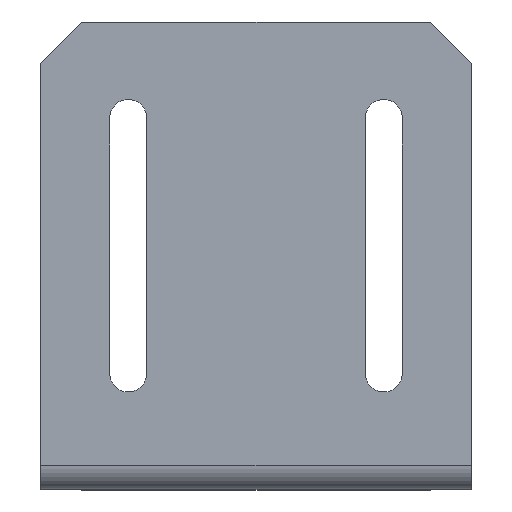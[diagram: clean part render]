
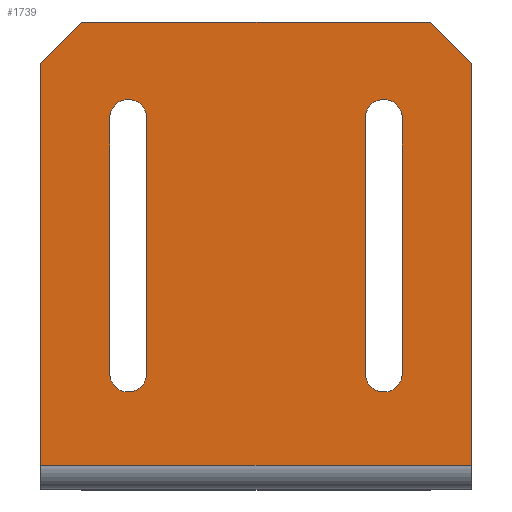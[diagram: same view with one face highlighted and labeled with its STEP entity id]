
A CAD part, top view. The second image highlights one B-rep face of the part: STEP entity #1739.
In plain terms, the highlighted planar face has unit normal (0, 0, 1).
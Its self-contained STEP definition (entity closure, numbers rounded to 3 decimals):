
#6 = VERTEX_POINT ( 'NONE', #41 ) ;
#24 = EDGE_CURVE ( 'NONE', #995, #518, #1304, .T. ) ;
#41 = CARTESIAN_POINT ( 'NONE',  ( 12.7, 40.35, 2.8 ) ) ;
#70 = LINE ( 'NONE', #1386, #1068 ) ;
#72 = VERTEX_POINT ( 'NONE', #1491 ) ;
#90 = AXIS2_PLACEMENT_3D ( 'NONE', #1778, #1354, #1411 ) ;
#105 = DIRECTION ( 'NONE',  ( -0.707, -0.707, 0. ) ) ;
#112 = CIRCLE ( 'NONE', #451, 2.15 ) ;
#124 = EDGE_LOOP ( 'NONE', ( #1081, #770, #250, #1706 ) ) ;
#159 = CARTESIAN_POINT ( 'NONE',  ( 14.85, 40.35, 2.8 ) ) ;
#166 = AXIS2_PLACEMENT_3D ( 'NONE', #1203, #1230, #1094 ) ;
#179 = EDGE_CURVE ( 'NONE', #1074, #690, #1546, .T. ) ;
#189 = EDGE_CURVE ( 'NONE', #969, #6, #444, .T. ) ;
#190 = VECTOR ( 'NONE', #105, 1000. ) ;
#204 = DIRECTION ( 'NONE',  ( 0., -1., 0. ) ) ;
#232 = ORIENTED_EDGE ( 'NONE', *, *, #1211, .T. ) ;
#237 = DIRECTION ( 'NONE',  ( 0., 1., 0. ) ) ;
#250 = ORIENTED_EDGE ( 'NONE', *, *, #897, .T. ) ;
#300 = CARTESIAN_POINT ( 'NONE',  ( 25., 0., 2.8 ) ) ;
#319 = CIRCLE ( 'NONE', #166, 2.15 ) ;
#326 = VERTEX_POINT ( 'NONE', #300 ) ;
#341 = VERTEX_POINT ( 'NONE', #1758 ) ;
#350 = EDGE_LOOP ( 'NONE', ( #1502, #1263, #1139, #232 ) ) ;
#378 = VECTOR ( 'NONE', #1119, 1000. ) ;
#396 = VECTOR ( 'NONE', #698, 1000. ) ;
#413 = EDGE_CURVE ( 'NONE', #1733, #326, #606, .T. ) ;
#419 = CARTESIAN_POINT ( 'NONE',  ( 25., 51.5, 2.8 ) ) ;
#420 = EDGE_LOOP ( 'NONE', ( #1513, #868, #477, #1216, #1335, #1314 ) ) ;
#421 = DIRECTION ( 'NONE',  ( 1., 0., 0. ) ) ;
#425 = DIRECTION ( 'NONE',  ( 0., 1., 0. ) ) ;
#444 = LINE ( 'NONE', #1287, #1755 ) ;
#451 = AXIS2_PLACEMENT_3D ( 'NONE', #1735, #882, #1467 ) ;
#477 = ORIENTED_EDGE ( 'NONE', *, *, #714, .T. ) ;
#514 = VECTOR ( 'NONE', #559, 1000. ) ;
#518 = VERTEX_POINT ( 'NONE', #803 ) ;
#555 = CARTESIAN_POINT ( 'NONE',  ( -25., 0., 2.8 ) ) ;
#559 = DIRECTION ( 'NONE',  ( -1., 0., 0. ) ) ;
#582 = VERTEX_POINT ( 'NONE', #793 ) ;
#601 = AXIS2_PLACEMENT_3D ( 'NONE', #159, #1315, #1624 ) ;
#606 = LINE ( 'NONE', #1174, #1782 ) ;
#618 = CARTESIAN_POINT ( 'NONE',  ( -14.85, 40.35, 2.8 ) ) ;
#619 = CARTESIAN_POINT ( 'NONE',  ( 25., 46.727, 2.8 ) ) ;
#627 = DIRECTION ( 'NONE',  ( 0., 0., -1. ) ) ;
#653 = LINE ( 'NONE', #1383, #396 ) ;
#690 = VERTEX_POINT ( 'NONE', #1294 ) ;
#698 = DIRECTION ( 'NONE',  ( 0., -1., 0. ) ) ;
#714 = EDGE_CURVE ( 'NONE', #690, #1505, #1718, .T. ) ;
#770 = ORIENTED_EDGE ( 'NONE', *, *, #1521, .T. ) ;
#790 = CARTESIAN_POINT ( 'NONE',  ( 12.7, 10.65, 2.8 ) ) ;
#793 = CARTESIAN_POINT ( 'NONE',  ( 20.227, 51.5, 2.8 ) ) ;
#803 = CARTESIAN_POINT ( 'NONE',  ( -12.7, 40.35, 2.8 ) ) ;
#807 = CARTESIAN_POINT ( 'NONE',  ( -17., 40.35, 2.8 ) ) ;
#846 = EDGE_CURVE ( 'NONE', #1359, #969, #112, .T. ) ;
#857 = CARTESIAN_POINT ( 'NONE',  ( 20.227, 51.5, 2.8 ) ) ;
#868 = ORIENTED_EDGE ( 'NONE', *, *, #179, .T. ) ;
#882 = DIRECTION ( 'NONE',  ( 0., 0., -1. ) ) ;
#897 = EDGE_CURVE ( 'NONE', #72, #1359, #1051, .T. ) ;
#969 = VERTEX_POINT ( 'NONE', #790 ) ;
#991 = CARTESIAN_POINT ( 'NONE',  ( -20.227, 51.5, 2.8 ) ) ;
#992 = AXIS2_PLACEMENT_3D ( 'NONE', #618, #627, #1632 ) ;
#995 = VERTEX_POINT ( 'NONE', #807 ) ;
#1008 = EDGE_CURVE ( 'NONE', #341, #995, #70, .T. ) ;
#1022 = VERTEX_POINT ( 'NONE', #1393 ) ;
#1047 = FACE_BOUND ( 'NONE', #350, .T. ) ;
#1051 = LINE ( 'NONE', #1637, #1405 ) ;
#1068 = VECTOR ( 'NONE', #237, 1000. ) ;
#1074 = VERTEX_POINT ( 'NONE', #991 ) ;
#1081 = ORIENTED_EDGE ( 'NONE', *, *, #189, .T. ) ;
#1094 = DIRECTION ( 'NONE',  ( 1., 0., 0. ) ) ;
#1119 = DIRECTION ( 'NONE',  ( 0., -1., 0. ) ) ;
#1139 = ORIENTED_EDGE ( 'NONE', *, *, #1244, .T. ) ;
#1171 = VECTOR ( 'NONE', #421, 1000. ) ;
#1174 = CARTESIAN_POINT ( 'NONE',  ( 25., 0., 2.8 ) ) ;
#1185 = EDGE_CURVE ( 'NONE', #1733, #582, #1689, .T. ) ;
#1193 = FACE_BOUND ( 'NONE', #124, .T. ) ;
#1199 = FACE_OUTER_BOUND ( 'NONE', #420, .T. ) ;
#1203 = CARTESIAN_POINT ( 'NONE',  ( -14.85, 10.65, 2.8 ) ) ;
#1211 = EDGE_CURVE ( 'NONE', #1022, #341, #319, .T. ) ;
#1216 = ORIENTED_EDGE ( 'NONE', *, *, #1382, .T. ) ;
#1230 = DIRECTION ( 'NONE',  ( 0., 0., -1. ) ) ;
#1244 = EDGE_CURVE ( 'NONE', #518, #1022, #653, .T. ) ;
#1263 = ORIENTED_EDGE ( 'NONE', *, *, #24, .T. ) ;
#1287 = CARTESIAN_POINT ( 'NONE',  ( 12.7, 40.35, 2.8 ) ) ;
#1294 = CARTESIAN_POINT ( 'NONE',  ( -25., 46.727, 2.8 ) ) ;
#1304 = CIRCLE ( 'NONE', #992, 2.15 ) ;
#1314 = ORIENTED_EDGE ( 'NONE', *, *, #1185, .T. ) ;
#1315 = DIRECTION ( 'NONE',  ( 0., 0., -1. ) ) ;
#1335 = ORIENTED_EDGE ( 'NONE', *, *, #413, .F. ) ;
#1354 = DIRECTION ( 'NONE',  ( 0., 0., -1. ) ) ;
#1355 = VECTOR ( 'NONE', #1429, 1000. ) ;
#1359 = VERTEX_POINT ( 'NONE', #1437 ) ;
#1382 = EDGE_CURVE ( 'NONE', #1505, #326, #1713, .T. ) ;
#1383 = CARTESIAN_POINT ( 'NONE',  ( -12.7, 40.35, 2.8 ) ) ;
#1386 = CARTESIAN_POINT ( 'NONE',  ( -17., 40.35, 2.8 ) ) ;
#1391 = CARTESIAN_POINT ( 'NONE',  ( 25., 0., 2.8 ) ) ;
#1393 = CARTESIAN_POINT ( 'NONE',  ( -12.7, 10.65, 2.8 ) ) ;
#1397 = CARTESIAN_POINT ( 'NONE',  ( -25., 46.727, 2.8 ) ) ;
#1405 = VECTOR ( 'NONE', #1497, 1000. ) ;
#1411 = DIRECTION ( 'NONE',  ( -1., 0., 0. ) ) ;
#1429 = DIRECTION ( 'NONE',  ( -0.707, 0.707, 0. ) ) ;
#1437 = CARTESIAN_POINT ( 'NONE',  ( 17., 10.65, 2.8 ) ) ;
#1456 = CARTESIAN_POINT ( 'NONE',  ( -25., 0., 2.8 ) ) ;
#1467 = DIRECTION ( 'NONE',  ( -1., 0., 0. ) ) ;
#1491 = CARTESIAN_POINT ( 'NONE',  ( 17., 40.35, 2.8 ) ) ;
#1497 = DIRECTION ( 'NONE',  ( 0., -1., 0. ) ) ;
#1502 = ORIENTED_EDGE ( 'NONE', *, *, #1008, .T. ) ;
#1505 = VERTEX_POINT ( 'NONE', #1456 ) ;
#1513 = ORIENTED_EDGE ( 'NONE', *, *, #1766, .T. ) ;
#1521 = EDGE_CURVE ( 'NONE', #6, #72, #1575, .T. ) ;
#1538 = LINE ( 'NONE', #419, #514 ) ;
#1546 = LINE ( 'NONE', #1397, #190 ) ;
#1575 = CIRCLE ( 'NONE', #601, 2.15 ) ;
#1624 = DIRECTION ( 'NONE',  ( -1., 0., 0. ) ) ;
#1632 = DIRECTION ( 'NONE',  ( 1., 0., 0. ) ) ;
#1634 = PLANE ( 'NONE',  #90 ) ;
#1637 = CARTESIAN_POINT ( 'NONE',  ( 17., 40.35, 2.8 ) ) ;
#1689 = LINE ( 'NONE', #857, #1355 ) ;
#1706 = ORIENTED_EDGE ( 'NONE', *, *, #846, .T. ) ;
#1713 = LINE ( 'NONE', #1391, #1171 ) ;
#1718 = LINE ( 'NONE', #555, #378 ) ;
#1733 = VERTEX_POINT ( 'NONE', #619 ) ;
#1735 = CARTESIAN_POINT ( 'NONE',  ( 14.85, 10.65, 2.8 ) ) ;
#1739 = ADVANCED_FACE ( 'NONE', ( #1193, #1047, #1199 ), #1634, .F. ) ;
#1755 = VECTOR ( 'NONE', #425, 1000. ) ;
#1758 = CARTESIAN_POINT ( 'NONE',  ( -17., 10.65, 2.8 ) ) ;
#1766 = EDGE_CURVE ( 'NONE', #582, #1074, #1538, .T. ) ;
#1778 = CARTESIAN_POINT ( 'NONE',  ( 25., 0., 2.8 ) ) ;
#1782 = VECTOR ( 'NONE', #204, 1000. ) ;
